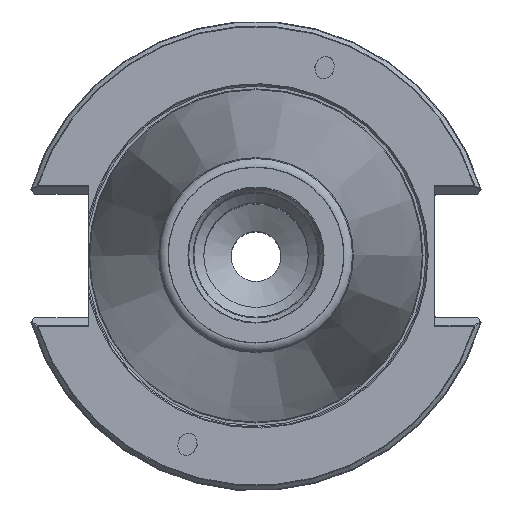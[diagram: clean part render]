
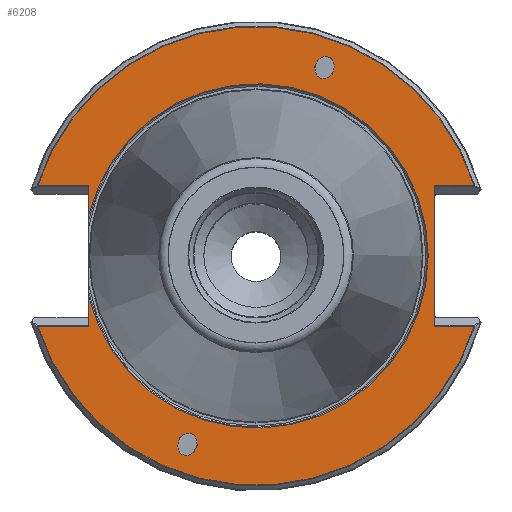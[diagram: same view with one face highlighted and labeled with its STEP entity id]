
A CAD part, top view. The second image highlights one B-rep face of the part: STEP entity #6208.
In plain terms, the highlighted planar face has unit normal (0, 0, 1).
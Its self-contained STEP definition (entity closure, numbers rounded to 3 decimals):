
#28=ELLIPSE('',#6642,2.381,1.95);
#29=ELLIPSE('',#6644,2.381,1.95);
#206=LINE('',#9565,#412);
#208=LINE('',#9569,#414);
#224=LINE('',#9635,#430);
#225=LINE('',#9637,#431);
#226=LINE('',#9638,#432);
#227=LINE('',#9640,#433);
#228=LINE('',#9641,#434);
#412=VECTOR('',#7729,1000.);
#414=VECTOR('',#7733,1000.);
#430=VECTOR('',#7781,1000.);
#431=VECTOR('',#7782,1000.);
#432=VECTOR('',#7783,1000.);
#433=VECTOR('',#7784,1000.);
#434=VECTOR('',#7785,1000.);
#1732=ORIENTED_EDGE('',*,*,#2330,.F.);
#1733=ORIENTED_EDGE('',*,*,#2329,.F.);
#1734=ORIENTED_EDGE('',*,*,#2389,.F.);
#1735=ORIENTED_EDGE('',*,*,#2333,.T.);
#1736=ORIENTED_EDGE('',*,*,#2361,.T.);
#1737=ORIENTED_EDGE('',*,*,#2390,.T.);
#1738=ORIENTED_EDGE('',*,*,#2363,.F.);
#1739=ORIENTED_EDGE('',*,*,#2341,.T.);
#1740=ORIENTED_EDGE('',*,*,#2391,.T.);
#1741=ORIENTED_EDGE('',*,*,#2392,.T.);
#1742=ORIENTED_EDGE('',*,*,#2386,.F.);
#1743=ORIENTED_EDGE('',*,*,#2393,.T.);
#2329=EDGE_CURVE('',#2780,#2780,#28,.T.);
#2330=EDGE_CURVE('',#2781,#2781,#29,.T.);
#2333=EDGE_CURVE('',#2784,#2783,#3021,.T.);
#2341=EDGE_CURVE('',#2789,#2788,#3022,.T.);
#2361=EDGE_CURVE('',#2783,#2802,#206,.T.);
#2363=EDGE_CURVE('',#2789,#2803,#208,.T.);
#2386=EDGE_CURVE('',#2819,#2820,#3027,.T.);
#2389=EDGE_CURVE('',#2784,#2821,#224,.T.);
#2390=EDGE_CURVE('',#2802,#2803,#225,.T.);
#2391=EDGE_CURVE('',#2788,#2822,#226,.T.);
#2392=EDGE_CURVE('',#2822,#2820,#227,.T.);
#2393=EDGE_CURVE('',#2819,#2821,#228,.T.);
#2780=VERTEX_POINT('',#9476);
#2781=VERTEX_POINT('',#9479);
#2783=VERTEX_POINT('',#9490);
#2784=VERTEX_POINT('',#9492);
#2788=VERTEX_POINT('',#9515);
#2789=VERTEX_POINT('',#9517);
#2802=VERTEX_POINT('',#9566);
#2803=VERTEX_POINT('',#9570);
#2819=VERTEX_POINT('',#9624);
#2820=VERTEX_POINT('',#9625);
#2821=VERTEX_POINT('',#9636);
#2822=VERTEX_POINT('',#9639);
#3021=CIRCLE('',#6646,48.363);
#3022=CIRCLE('',#6650,48.363);
#3027=CIRCLE('',#6676,36.2);
#3407=EDGE_LOOP('',(#1732));
#3408=EDGE_LOOP('',(#1733));
#3409=EDGE_LOOP('',(#1734,#1735,#1736,#1737,#1738,#1739,#1740,#1741,#1742,
#1743));
#3833=FACE_BOUND('',#3407,.T.);
#3834=FACE_BOUND('',#3408,.T.);
#3835=FACE_BOUND('',#3409,.T.);
#3994=PLANE('',#6677);
#6208=ADVANCED_FACE('',(#3833,#3834,#3835),#3994,.T.);
#6642=AXIS2_PLACEMENT_3D('',#9475,#7674,#7675);
#6644=AXIS2_PLACEMENT_3D('',#9478,#7678,#7679);
#6646=AXIS2_PLACEMENT_3D('',#9491,#7682,#7683);
#6650=AXIS2_PLACEMENT_3D('',#9516,#7694,#7695);
#6676=AXIS2_PLACEMENT_3D('',#9623,#7777,#7778);
#6677=AXIS2_PLACEMENT_3D('',#9634,#7779,#7780);
#7674=DIRECTION('',(0.,0.,1.));
#7675=DIRECTION('',(-0.342,-0.94,0.));
#7678=DIRECTION('',(0.,0.,1.));
#7679=DIRECTION('',(0.342,0.94,0.));
#7682=DIRECTION('',(0.,0.,1.));
#7683=DIRECTION('',(1.,0.,0.));
#7694=DIRECTION('',(0.,0.,1.));
#7695=DIRECTION('',(1.,0.,0.));
#7729=DIRECTION('',(-1.,0.,0.));
#7733=DIRECTION('',(-1.,0.,0.));
#7777=DIRECTION('',(0.,0.,1.));
#7778=DIRECTION('',(1.,0.,0.));
#7779=DIRECTION('',(0.,0.,1.));
#7780=DIRECTION('',(1.,0.,0.));
#7781=DIRECTION('',(1.,0.,0.));
#7782=DIRECTION('',(0.,1.,0.));
#7783=DIRECTION('',(1.,0.,0.));
#7784=DIRECTION('',(0.,-1.,0.));
#7785=DIRECTION('',(0.,-1.,0.));
#9475=CARTESIAN_POINT('',(14.413,39.599,-1.3));
#9476=CARTESIAN_POINT('',(13.599,37.362,-1.3));
#9478=CARTESIAN_POINT('',(-14.413,-39.599,-1.3));
#9479=CARTESIAN_POINT('',(-13.599,-37.362,-1.3));
#9490=CARTESIAN_POINT('',(46.025,-14.855,-1.3));
#9491=CARTESIAN_POINT('',(0.,0.,-1.3));
#9492=CARTESIAN_POINT('',(-46.025,-14.855,-1.3));
#9515=CARTESIAN_POINT('',(-46.025,14.855,-1.3));
#9516=CARTESIAN_POINT('',(0.,0.,-1.3));
#9517=CARTESIAN_POINT('',(46.025,14.855,-1.3));
#9565=CARTESIAN_POINT('',(231.047,-14.855,-1.3));
#9566=CARTESIAN_POINT('',(37.57,-14.855,-1.3));
#9569=CARTESIAN_POINT('',(231.047,14.855,-1.3));
#9570=CARTESIAN_POINT('',(37.57,14.855,-1.3));
#9623=CARTESIAN_POINT('',(0.,0.,-1.3));
#9624=CARTESIAN_POINT('',(-35.16,-8.615,-1.3));
#9625=CARTESIAN_POINT('',(-35.16,8.615,-1.3));
#9634=CARTESIAN_POINT('',(36.2,0.,-1.3));
#9635=CARTESIAN_POINT('',(-228.637,-14.855,-1.3));
#9636=CARTESIAN_POINT('',(-35.16,-14.855,-1.3));
#9637=CARTESIAN_POINT('',(37.57,0.,-1.3));
#9638=CARTESIAN_POINT('',(-228.637,14.855,-1.3));
#9639=CARTESIAN_POINT('',(-35.16,14.855,-1.3));
#9640=CARTESIAN_POINT('',(-35.16,0.,-1.3));
#9641=CARTESIAN_POINT('',(-35.16,0.,-1.3));
